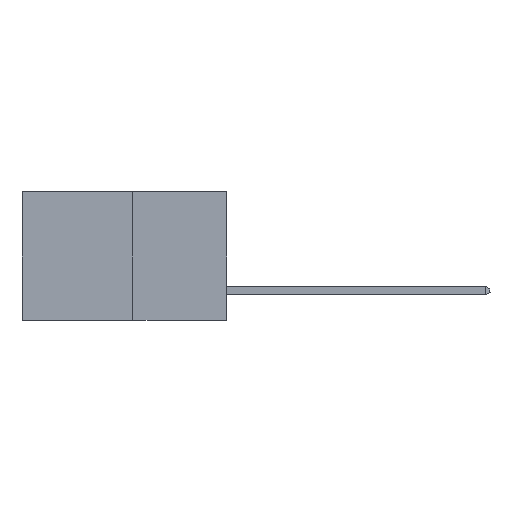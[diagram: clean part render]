
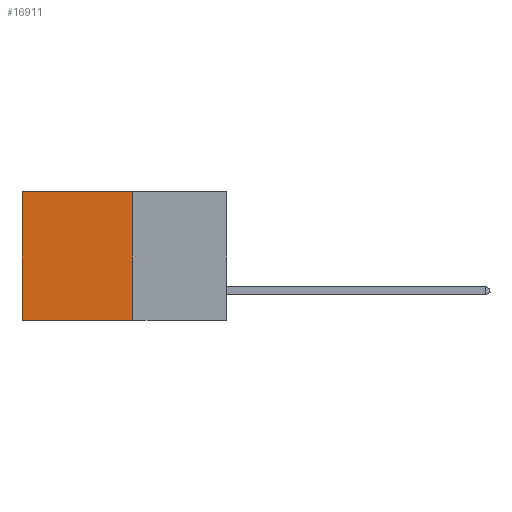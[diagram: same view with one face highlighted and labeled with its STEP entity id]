
A CAD part, left-side view. The second image highlights one B-rep face of the part: STEP entity #16911.
In plain terms, the highlighted planar face has unit normal (-1, 0, 0).
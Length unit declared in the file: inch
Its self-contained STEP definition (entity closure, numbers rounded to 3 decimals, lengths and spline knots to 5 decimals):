
#513 = CARTESIAN_POINT ( 'NONE',  ( 0.277, 0.27, -0.37 ) ) ;
#1438 = ORIENTED_EDGE ( 'NONE', *, *, #10544, .F. ) ;
#1625 = VECTOR ( 'NONE', #18225, 39.37008 ) ;
#1953 = VECTOR ( 'NONE', #4340, 39.37008 ) ;
#3176 = VECTOR ( 'NONE', #12447, 39.37008 ) ;
#3675 = LINE ( 'NONE', #16888, #14861 ) ;
#3823 = CARTESIAN_POINT ( 'NONE',  ( 0.277, 0.27, 0. ) ) ;
#4340 = DIRECTION ( 'NONE',  ( 0., 1., 0. ) ) ;
#5012 = VERTEX_POINT ( 'NONE', #513 ) ;
#6217 = CARTESIAN_POINT ( 'NONE',  ( 0.277, 0.27, -0.37 ) ) ;
#6817 = CARTESIAN_POINT ( 'NONE',  ( 0.277, 0.59, 0. ) ) ;
#7545 = CARTESIAN_POINT ( 'NONE',  ( 0.277, 0.27, -0.37 ) ) ;
#7630 = CARTESIAN_POINT ( 'NONE',  ( 0.277, 0.59, -0.37 ) ) ;
#8129 = VERTEX_POINT ( 'NONE', #3823 ) ;
#8182 = ORIENTED_EDGE ( 'NONE', *, *, #19050, .T. ) ;
#9070 = EDGE_CURVE ( 'NONE', #8129, #17450, #10170, .T. ) ;
#9090 = DIRECTION ( 'NONE',  ( 0., 0., -1. ) ) ;
#10170 = LINE ( 'NONE', #11975, #1953 ) ;
#10496 = VERTEX_POINT ( 'NONE', #7630 ) ;
#10544 = EDGE_CURVE ( 'NONE', #8129, #5012, #17749, .T. ) ;
#11975 = CARTESIAN_POINT ( 'NONE',  ( 0.277, 0.27, 0. ) ) ;
#12447 = DIRECTION ( 'NONE',  ( 0., 0., -1. ) ) ;
#13047 = FACE_OUTER_BOUND ( 'NONE', #19066, .T. ) ;
#14053 = ORIENTED_EDGE ( 'NONE', *, *, #19051, .F. ) ;
#14861 = VECTOR ( 'NONE', #18355, 39.37008 ) ;
#15311 = LINE ( 'NONE', #16827, #3176 ) ;
#16559 = PLANE ( 'NONE',  #17491 ) ;
#16827 = CARTESIAN_POINT ( 'NONE',  ( 0.277, 0.59, -0.37 ) ) ;
#16888 = CARTESIAN_POINT ( 'NONE',  ( 0.277, 0.27, -0.37 ) ) ;
#16911 = ADVANCED_FACE ( 'NONE', ( #13047 ), #16559, .F. ) ;
#17450 = VERTEX_POINT ( 'NONE', #6817 ) ;
#17491 = AXIS2_PLACEMENT_3D ( 'NONE', #7545, #18025, #9090 ) ;
#17749 = LINE ( 'NONE', #6217, #1625 ) ;
#17887 = ORIENTED_EDGE ( 'NONE', *, *, #9070, .T. ) ;
#18025 = DIRECTION ( 'NONE',  ( 1., 0., 0. ) ) ;
#18225 = DIRECTION ( 'NONE',  ( 0., 0., -1. ) ) ;
#18355 = DIRECTION ( 'NONE',  ( 0., 1., 0. ) ) ;
#19050 = EDGE_CURVE ( 'NONE', #17450, #10496, #15311, .T. ) ;
#19051 = EDGE_CURVE ( 'NONE', #5012, #10496, #3675, .T. ) ;
#19066 = EDGE_LOOP ( 'NONE', ( #8182, #14053, #1438, #17887 ) ) ;
